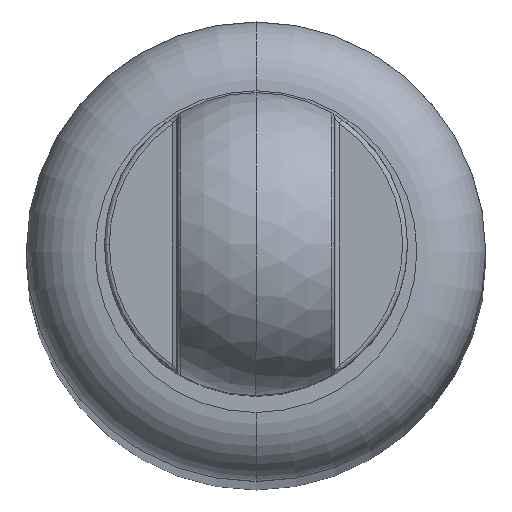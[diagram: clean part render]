
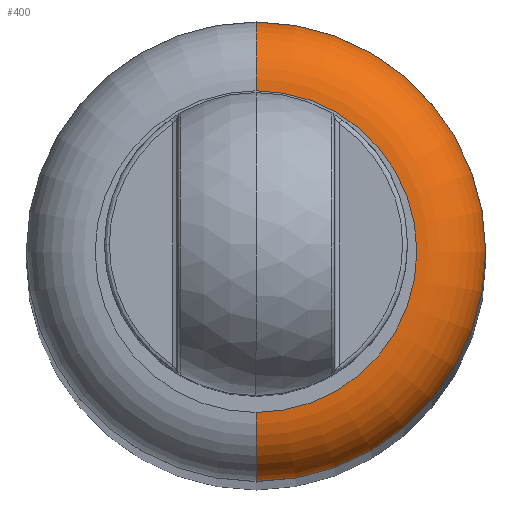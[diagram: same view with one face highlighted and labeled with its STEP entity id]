
A CAD part, top view. The second image highlights one B-rep face of the part: STEP entity #400.
In plain terms, the highlighted toroidal (fillet/blend) face has major radius 4.178 mm and minor radius 1.791 mm.
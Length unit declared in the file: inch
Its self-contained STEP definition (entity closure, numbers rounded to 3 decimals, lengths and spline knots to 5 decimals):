
#15 = ORIENTED_EDGE ( 'NONE', *, *, #1425, .F. ) ;
#118 = AXIS2_PLACEMENT_3D ( 'NONE', #1714, #1286, #1688 ) ;
#174 = DIRECTION ( 'NONE',  ( 0., 0., -1. ) ) ;
#205 = DIRECTION ( 'NONE',  ( 0., 1., 0. ) ) ;
#267 = CIRCLE ( 'NONE', #2360, 0.23496 ) ;
#352 = ORIENTED_EDGE ( 'NONE', *, *, #596, .T. ) ;
#357 = ORIENTED_EDGE ( 'NONE', *, *, #1293, .T. ) ;
#400 = ADVANCED_FACE ( 'NONE', ( #698 ), #1323, .T. ) ;
#568 = EDGE_LOOP ( 'NONE', ( #357, #352, #1213, #15 ) ) ;
#576 = CARTESIAN_POINT ( 'NONE',  ( 0., 0.23496, 0.3625 ) ) ;
#582 = CIRCLE ( 'NONE', #769, 0.0705 ) ;
#596 = EDGE_CURVE ( 'NONE', #1712, #1690, #582, .T. ) ;
#694 = CARTESIAN_POINT ( 'NONE',  ( 0., 0., 0.4305 ) ) ;
#698 = FACE_OUTER_BOUND ( 'NONE', #568, .T. ) ;
#769 = AXIS2_PLACEMENT_3D ( 'NONE', #1585, #2382, #205 ) ;
#889 = DIRECTION ( 'NONE',  ( 0., 0., -1. ) ) ;
#965 = CIRCLE ( 'NONE', #976, 0.1645 ) ;
#976 = AXIS2_PLACEMENT_3D ( 'NONE', #694, #889, #1097 ) ;
#1097 = DIRECTION ( 'NONE',  ( 0., 1., 0. ) ) ;
#1180 = EDGE_CURVE ( 'NONE', #2030, #1690, #267, .T. ) ;
#1213 = ORIENTED_EDGE ( 'NONE', *, *, #1180, .F. ) ;
#1286 = DIRECTION ( 'NONE',  ( -1., 0., 0. ) ) ;
#1293 = EDGE_CURVE ( 'NONE', #2088, #1712, #965, .T. ) ;
#1323 = TOROIDAL_SURFACE ( 'NONE', #2448, 0.1645, 0.0705 ) ;
#1425 = EDGE_CURVE ( 'NONE', #2088, #2030, #2535, .T. ) ;
#1512 = CARTESIAN_POINT ( 'NONE',  ( 0., -0.23496, 0.3625 ) ) ;
#1559 = CARTESIAN_POINT ( 'NONE',  ( 0., -0.1645, 0.4305 ) ) ;
#1562 = CARTESIAN_POINT ( 'NONE',  ( 0., 0.1645, 0.4305 ) ) ;
#1585 = CARTESIAN_POINT ( 'NONE',  ( 0., -0.1645, 0.36 ) ) ;
#1688 = DIRECTION ( 'NONE',  ( 0., 0., 1. ) ) ;
#1690 = VERTEX_POINT ( 'NONE', #1512 ) ;
#1712 = VERTEX_POINT ( 'NONE', #1559 ) ;
#1714 = CARTESIAN_POINT ( 'NONE',  ( 0., 0.1645, 0.36 ) ) ;
#2013 = CARTESIAN_POINT ( 'NONE',  ( 0., 0., 0.36 ) ) ;
#2030 = VERTEX_POINT ( 'NONE', #576 ) ;
#2088 = VERTEX_POINT ( 'NONE', #1562 ) ;
#2323 = DIRECTION ( 'NONE',  ( 1., 0., 0. ) ) ;
#2360 = AXIS2_PLACEMENT_3D ( 'NONE', #2491, #174, #2323 ) ;
#2382 = DIRECTION ( 'NONE',  ( 1., 0., 0. ) ) ;
#2420 = DIRECTION ( 'NONE',  ( 0., 0., -1. ) ) ;
#2429 = DIRECTION ( 'NONE',  ( 0., 1., 0. ) ) ;
#2448 = AXIS2_PLACEMENT_3D ( 'NONE', #2013, #2420, #2429 ) ;
#2491 = CARTESIAN_POINT ( 'NONE',  ( 0., 0., 0.3625 ) ) ;
#2535 = CIRCLE ( 'NONE', #118, 0.0705 ) ;
